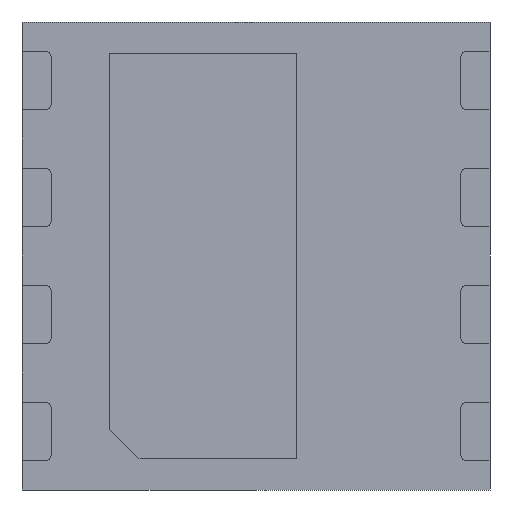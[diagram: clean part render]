
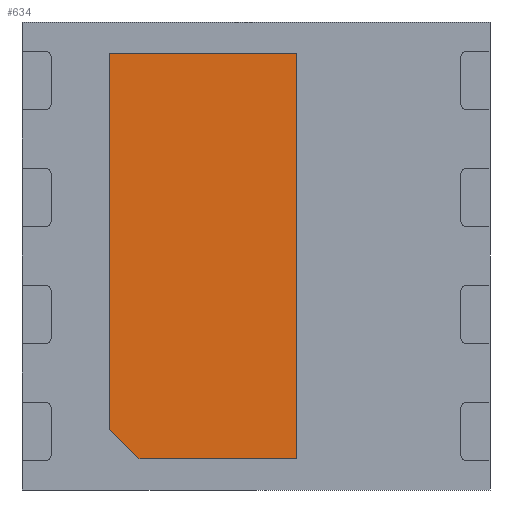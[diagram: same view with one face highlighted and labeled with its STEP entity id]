
A CAD part, front view. The second image highlights one B-rep face of the part: STEP entity #634.
In plain terms, the highlighted planar face has unit normal (0, -1, 0).
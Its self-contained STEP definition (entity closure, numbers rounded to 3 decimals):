
#108 = LINE ( 'NONE', #1145, #2105 ) ;
#247 = CARTESIAN_POINT ( 'NONE',  ( 0.7, 0., -3.47 ) ) ;
#266 = ORIENTED_EDGE ( 'NONE', *, *, #3199, .F. ) ;
#366 = CARTESIAN_POINT ( 'NONE',  ( -2.5, 0., -2.97 ) ) ;
#398 = CARTESIAN_POINT ( 'NONE',  ( -2., 0., -3.47 ) ) ;
#563 = ORIENTED_EDGE ( 'NONE', *, *, #3128, .F. ) ;
#634 = ADVANCED_FACE ( 'NONE', ( #793 ), #2667, .F. ) ;
#646 = VERTEX_POINT ( 'NONE', #3930 ) ;
#686 = DIRECTION ( 'NONE',  ( 0., 0., -1. ) ) ;
#707 = DIRECTION ( 'NONE',  ( 0., 1., 0. ) ) ;
#722 = DIRECTION ( 'NONE',  ( -0.707, 0., 0.707 ) ) ;
#780 = CARTESIAN_POINT ( 'NONE',  ( -2., 0., -3.47 ) ) ;
#793 = FACE_OUTER_BOUND ( 'NONE', #1306, .T. ) ;
#903 = ORIENTED_EDGE ( 'NONE', *, *, #1333, .F. ) ;
#989 = CARTESIAN_POINT ( 'NONE',  ( 0.7, 0., -3.47 ) ) ;
#1004 = VERTEX_POINT ( 'NONE', #247 ) ;
#1145 = CARTESIAN_POINT ( 'NONE',  ( 0.7, 0., 3.47 ) ) ;
#1306 = EDGE_LOOP ( 'NONE', ( #903, #266, #563, #4101, #1998 ) ) ;
#1327 = VERTEX_POINT ( 'NONE', #2811 ) ;
#1333 = EDGE_CURVE ( 'NONE', #3834, #646, #108, .T. ) ;
#1600 = DIRECTION ( 'NONE',  ( -1., 0., 0. ) ) ;
#1652 = VECTOR ( 'NONE', #1600, 1000. ) ;
#1873 = VECTOR ( 'NONE', #722, 1000. ) ;
#1981 = LINE ( 'NONE', #398, #1873 ) ;
#1998 = ORIENTED_EDGE ( 'NONE', *, *, #2644, .F. ) ;
#2105 = VECTOR ( 'NONE', #3458, 1000. ) ;
#2142 = LINE ( 'NONE', #989, #3532 ) ;
#2308 = AXIS2_PLACEMENT_3D ( 'NONE', #2312, #707, #2988 ) ;
#2312 = CARTESIAN_POINT ( 'NONE',  ( 0., 0., 0. ) ) ;
#2408 = LINE ( 'NONE', #366, #3476 ) ;
#2644 = EDGE_CURVE ( 'NONE', #646, #1004, #2142, .T. ) ;
#2667 = PLANE ( 'NONE',  #2308 ) ;
#2811 = CARTESIAN_POINT ( 'NONE',  ( -2.5, 0., -2.97 ) ) ;
#2899 = CARTESIAN_POINT ( 'NONE',  ( 0.7, 0., -3.47 ) ) ;
#2988 = DIRECTION ( 'NONE',  ( -1., 0., 0. ) ) ;
#3128 = EDGE_CURVE ( 'NONE', #3338, #1327, #1981, .T. ) ;
#3135 = LINE ( 'NONE', #2899, #1652 ) ;
#3199 = EDGE_CURVE ( 'NONE', #1327, #3834, #2408, .T. ) ;
#3338 = VERTEX_POINT ( 'NONE', #780 ) ;
#3458 = DIRECTION ( 'NONE',  ( 1., 0., 0. ) ) ;
#3476 = VECTOR ( 'NONE', #3630, 1000. ) ;
#3532 = VECTOR ( 'NONE', #686, 1000. ) ;
#3630 = DIRECTION ( 'NONE',  ( 0., 0., 1. ) ) ;
#3834 = VERTEX_POINT ( 'NONE', #4149 ) ;
#3930 = CARTESIAN_POINT ( 'NONE',  ( 0.7, 0., 3.47 ) ) ;
#4101 = ORIENTED_EDGE ( 'NONE', *, *, #4215, .F. ) ;
#4149 = CARTESIAN_POINT ( 'NONE',  ( -2.5, 0., 3.47 ) ) ;
#4215 = EDGE_CURVE ( 'NONE', #1004, #3338, #3135, .T. ) ;
